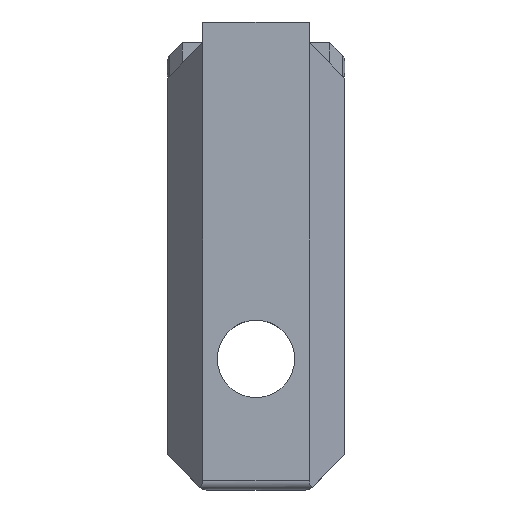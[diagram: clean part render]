
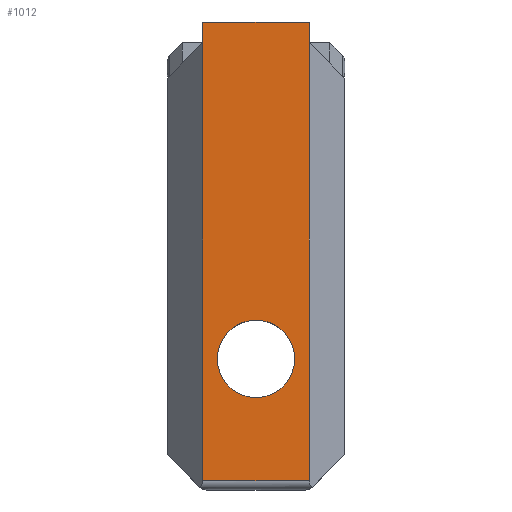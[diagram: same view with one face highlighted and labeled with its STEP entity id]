
A CAD part, top view. The second image highlights one B-rep face of the part: STEP entity #1012.
In plain terms, the highlighted planar face has unit normal (0, 0, 1).
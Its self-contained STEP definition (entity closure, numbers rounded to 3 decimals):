
#16=FACE_BOUND('',#125,.T.);
#24=PLANE('',#1095);
#62=FACE_OUTER_BOUND('',#124,.T.);
#124=EDGE_LOOP('',(#731,#732,#733,#734,#735,#736));
#125=EDGE_LOOP('',(#737));
#228=LINE('',#1538,#335);
#234=LINE('',#1556,#341);
#238=LINE('',#1569,#345);
#242=LINE('',#1576,#349);
#243=LINE('',#1578,#350);
#244=LINE('',#1579,#351);
#335=VECTOR('',#1214,10.);
#341=VECTOR('',#1230,10.);
#345=VECTOR('',#1244,10.);
#349=VECTOR('',#1250,10.);
#350=VECTOR('',#1251,10.);
#351=VECTOR('',#1252,10.);
#435=CIRCLE('',#1096,2.067);
#458=VERTEX_POINT('',#1535);
#459=VERTEX_POINT('',#1537);
#465=VERTEX_POINT('',#1553);
#466=VERTEX_POINT('',#1555);
#470=VERTEX_POINT('',#1568);
#473=VERTEX_POINT('',#1577);
#474=VERTEX_POINT('',#1580);
#552=EDGE_CURVE('',#459,#458,#228,.T.);
#561=EDGE_CURVE('',#465,#466,#234,.T.);
#568=EDGE_CURVE('',#470,#466,#238,.T.);
#572=EDGE_CURVE('',#465,#459,#242,.T.);
#573=EDGE_CURVE('',#458,#473,#243,.T.);
#574=EDGE_CURVE('',#473,#470,#244,.T.);
#575=EDGE_CURVE('',#474,#474,#435,.T.);
#731=ORIENTED_EDGE('',*,*,#561,.F.);
#732=ORIENTED_EDGE('',*,*,#572,.T.);
#733=ORIENTED_EDGE('',*,*,#552,.T.);
#734=ORIENTED_EDGE('',*,*,#573,.T.);
#735=ORIENTED_EDGE('',*,*,#574,.T.);
#736=ORIENTED_EDGE('',*,*,#568,.T.);
#737=ORIENTED_EDGE('',*,*,#575,.T.);
#1012=ADVANCED_FACE('',(#62,#16),#24,.T.);
#1095=AXIS2_PLACEMENT_3D('',#1575,#1248,#1249);
#1096=AXIS2_PLACEMENT_3D('',#1581,#1253,#1254);
#1214=DIRECTION('',(0.,1.,0.));
#1230=DIRECTION('',(-1.,0.,0.));
#1244=DIRECTION('',(0.,-1.,0.));
#1248=DIRECTION('center_axis',(0.,0.,1.));
#1249=DIRECTION('ref_axis',(1.,0.,0.));
#1250=DIRECTION('',(0.,1.,0.));
#1251=DIRECTION('',(-1.,0.,0.));
#1252=DIRECTION('',(0.,-1.,0.));
#1253=DIRECTION('center_axis',(0.,0.,-1.));
#1254=DIRECTION('ref_axis',(1.,0.,0.));
#1535=CARTESIAN_POINT('',(2.85,2.4,26.));
#1537=CARTESIAN_POINT('',(2.85,1.3,26.));
#1538=CARTESIAN_POINT('',(2.85,-2.4,26.));
#1553=CARTESIAN_POINT('',(2.85,-22.1,26.));
#1555=CARTESIAN_POINT('',(-2.85,-22.1,26.));
#1556=CARTESIAN_POINT('',(1.793,-22.1,26.));
#1568=CARTESIAN_POINT('',(-2.85,1.3,26.));
#1569=CARTESIAN_POINT('',(-2.85,2.4,26.));
#1575=CARTESIAN_POINT('Origin',(0.,0.,26.));
#1576=CARTESIAN_POINT('',(2.85,-2.4,26.));
#1577=CARTESIAN_POINT('',(-2.85,2.4,26.));
#1578=CARTESIAN_POINT('',(2.85,2.4,26.));
#1579=CARTESIAN_POINT('',(-2.85,2.4,26.));
#1580=CARTESIAN_POINT('',(2.067,-15.6,26.));
#1581=CARTESIAN_POINT('Origin',(0.,-15.6,26.));
